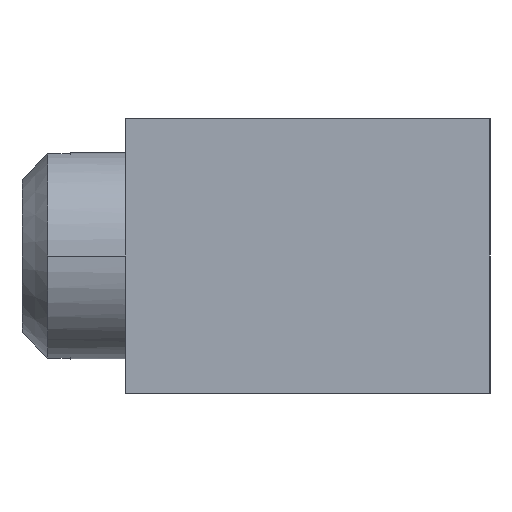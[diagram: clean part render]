
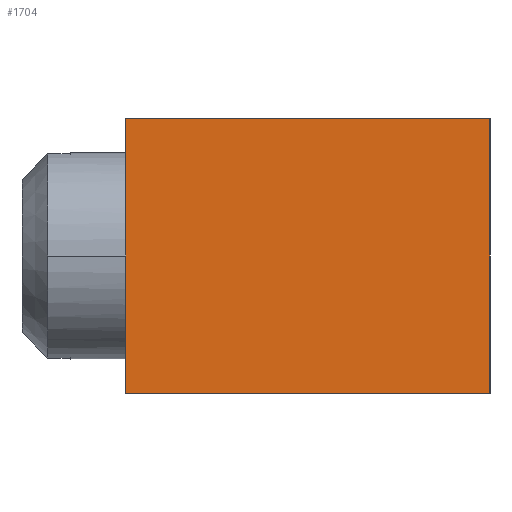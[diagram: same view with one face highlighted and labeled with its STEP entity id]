
A CAD part, left-side view. The second image highlights one B-rep face of the part: STEP entity #1704.
In plain terms, the highlighted planar face has unit normal (-1, 0, 0).
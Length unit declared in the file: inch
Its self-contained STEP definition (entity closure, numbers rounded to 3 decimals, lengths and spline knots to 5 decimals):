
#16 = CARTESIAN_POINT ( 'NONE',  ( -0.475, -0.21988, 0.16535 ) ) ;
#131 = CARTESIAN_POINT ( 'NONE',  ( -0.475, 0., 0.16535 ) ) ;
#166 = DIRECTION ( 'NONE',  ( 1., 0., 0. ) ) ;
#190 = CARTESIAN_POINT ( 'NONE',  ( -0.475, 0.21988, -0.16535 ) ) ;
#240 = ORIENTED_EDGE ( 'NONE', *, *, #396, .T. ) ;
#315 = ORIENTED_EDGE ( 'NONE', *, *, #1396, .T. ) ;
#396 = EDGE_CURVE ( 'NONE', #1097, #1742, #1695, .T. ) ;
#433 = CARTESIAN_POINT ( 'NONE',  ( -0.475, -0.21988, 0.16535 ) ) ;
#454 = CARTESIAN_POINT ( 'NONE',  ( -0.475, 0.21988, 0.16535 ) ) ;
#460 = DIRECTION ( 'NONE',  ( 0., 0., 1. ) ) ;
#484 = CARTESIAN_POINT ( 'NONE',  ( -0.475, -0.21988, -0.16535 ) ) ;
#495 = DIRECTION ( 'NONE',  ( 0., 0., -1. ) ) ;
#573 = VERTEX_POINT ( 'NONE', #597 ) ;
#582 = LINE ( 'NONE', #433, #1662 ) ;
#597 = CARTESIAN_POINT ( 'NONE',  ( -0.475, 0.21988, 0.16535 ) ) ;
#646 = CARTESIAN_POINT ( 'NONE',  ( -0.475, 0.21988, 0.16535 ) ) ;
#686 = VECTOR ( 'NONE', #1215, 39.37008 ) ;
#839 = ORIENTED_EDGE ( 'NONE', *, *, #985, .F. ) ;
#964 = VECTOR ( 'NONE', #1357, 39.37008 ) ;
#971 = DIRECTION ( 'NONE',  ( 0., -1., 0. ) ) ;
#985 = EDGE_CURVE ( 'NONE', #573, #1356, #1791, .T. ) ;
#1053 = EDGE_CURVE ( 'NONE', #1097, #573, #1673, .T. ) ;
#1097 = VERTEX_POINT ( 'NONE', #190 ) ;
#1160 = ORIENTED_EDGE ( 'NONE', *, *, #1053, .F. ) ;
#1215 = DIRECTION ( 'NONE',  ( 0., -1., 0. ) ) ;
#1314 = AXIS2_PLACEMENT_3D ( 'NONE', #646, #166, #495 ) ;
#1356 = VERTEX_POINT ( 'NONE', #16 ) ;
#1357 = DIRECTION ( 'NONE',  ( 0., 0., 1. ) ) ;
#1396 = EDGE_CURVE ( 'NONE', #1742, #1356, #582, .T. ) ;
#1432 = EDGE_LOOP ( 'NONE', ( #315, #839, #1160, #240 ) ) ;
#1662 = VECTOR ( 'NONE', #460, 39.37008 ) ;
#1668 = FACE_OUTER_BOUND ( 'NONE', #1432, .T. ) ;
#1673 = LINE ( 'NONE', #454, #964 ) ;
#1688 = VECTOR ( 'NONE', #971, 39.37008 ) ;
#1695 = LINE ( 'NONE', #1713, #1688 ) ;
#1696 = PLANE ( 'NONE',  #1314 ) ;
#1704 = ADVANCED_FACE ( 'NONE', ( #1668 ), #1696, .F. ) ;
#1713 = CARTESIAN_POINT ( 'NONE',  ( -0.475, 0., -0.16535 ) ) ;
#1742 = VERTEX_POINT ( 'NONE', #484 ) ;
#1791 = LINE ( 'NONE', #131, #686 ) ;
